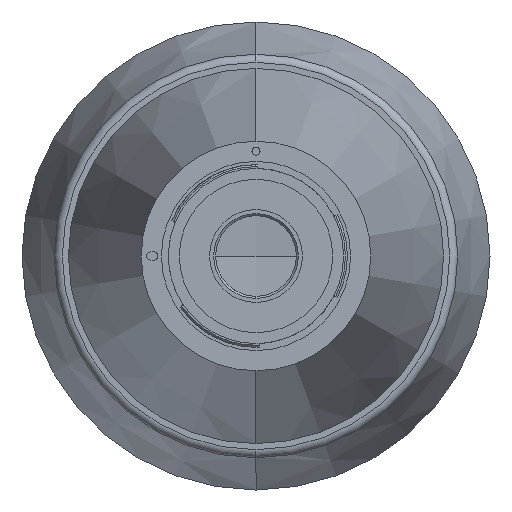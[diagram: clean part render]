
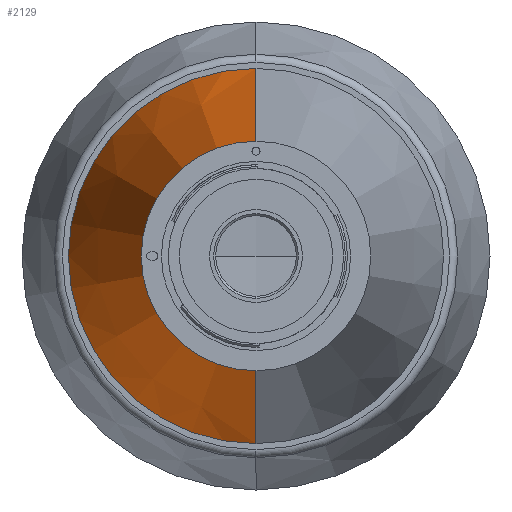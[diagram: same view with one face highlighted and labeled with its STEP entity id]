
A CAD part, left-side view. The second image highlights one B-rep face of the part: STEP entity #2129.
In plain terms, the highlighted conical face has half-angle 13.358 degrees and reference radius 46.5 mm.
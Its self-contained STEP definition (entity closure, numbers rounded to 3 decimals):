
#170 = VERTEX_POINT ( 'NONE', #2899 ) ;
#388 = ORIENTED_EDGE ( 'NONE', *, *, #3275, .F. ) ;
#469 = CARTESIAN_POINT ( 'NONE',  ( 85.375, 0., 19.441 ) ) ;
#488 = FACE_OUTER_BOUND ( 'NONE', #5334, .T. ) ;
#510 = ORIENTED_EDGE ( 'NONE', *, *, #2567, .T. ) ;
#636 = ORIENTED_EDGE ( 'NONE', *, *, #3168, .T. ) ;
#663 = LINE ( 'NONE', #4735, #5622 ) ;
#1077 = DIRECTION ( 'NONE',  ( 0., 0., -1. ) ) ;
#1532 = CARTESIAN_POINT ( 'NONE',  ( 199.324, 0., 0. ) ) ;
#1622 = CARTESIAN_POINT ( 'NONE',  ( 85.375, 0., 0. ) ) ;
#1668 = VERTEX_POINT ( 'NONE', #469 ) ;
#1773 = VERTEX_POINT ( 'NONE', #4451 ) ;
#1839 = DIRECTION ( 'NONE',  ( 0.973, 0., 0.231 ) ) ;
#1948 = CARTESIAN_POINT ( 'NONE',  ( 199.324, 0., 0. ) ) ;
#2068 = DIRECTION ( 'NONE',  ( 0.973, 0., -0.231 ) ) ;
#2122 = DIRECTION ( 'NONE',  ( 0., 0., -1. ) ) ;
#2129 = ADVANCED_FACE ( 'NONE', ( #488 ), #3638, .T. ) ;
#2419 = CIRCLE ( 'NONE', #3555, 19.441 ) ;
#2437 = DIRECTION ( 'NONE',  ( 0., 0., 1. ) ) ;
#2567 = EDGE_CURVE ( 'NONE', #1668, #3125, #663, .T. ) ;
#2899 = CARTESIAN_POINT ( 'NONE',  ( 199.324, 0., -46.5 ) ) ;
#2950 = LINE ( 'NONE', #5912, #4103 ) ;
#3125 = VERTEX_POINT ( 'NONE', #4763 ) ;
#3168 = EDGE_CURVE ( 'NONE', #3125, #170, #5737, .T. ) ;
#3275 = EDGE_CURVE ( 'NONE', #1773, #170, #2950, .T. ) ;
#3479 = DIRECTION ( 'NONE',  ( 1., 0., 0. ) ) ;
#3555 = AXIS2_PLACEMENT_3D ( 'NONE', #1622, #5003, #2122 ) ;
#3638 = CONICAL_SURFACE ( 'NONE', #3680, 46.5, 0.233 ) ;
#3680 = AXIS2_PLACEMENT_3D ( 'NONE', #1532, #3479, #1077 ) ;
#4103 = VECTOR ( 'NONE', #2068, 1000. ) ;
#4451 = CARTESIAN_POINT ( 'NONE',  ( 85.375, 0., -19.441 ) ) ;
#4546 = ORIENTED_EDGE ( 'NONE', *, *, #4872, .T. ) ;
#4735 = CARTESIAN_POINT ( 'NONE',  ( 199.324, 0., 46.5 ) ) ;
#4763 = CARTESIAN_POINT ( 'NONE',  ( 199.324, 0., 46.5 ) ) ;
#4872 = EDGE_CURVE ( 'NONE', #1773, #1668, #2419, .T. ) ;
#5003 = DIRECTION ( 'NONE',  ( 1., 0., 0. ) ) ;
#5301 = DIRECTION ( 'NONE',  ( -1., 0., 0. ) ) ;
#5334 = EDGE_LOOP ( 'NONE', ( #4546, #510, #636, #388 ) ) ;
#5622 = VECTOR ( 'NONE', #1839, 1000. ) ;
#5737 = CIRCLE ( 'NONE', #5845, 46.5 ) ;
#5845 = AXIS2_PLACEMENT_3D ( 'NONE', #1948, #5301, #2437 ) ;
#5912 = CARTESIAN_POINT ( 'NONE',  ( 199.324, 0., -46.5 ) ) ;
